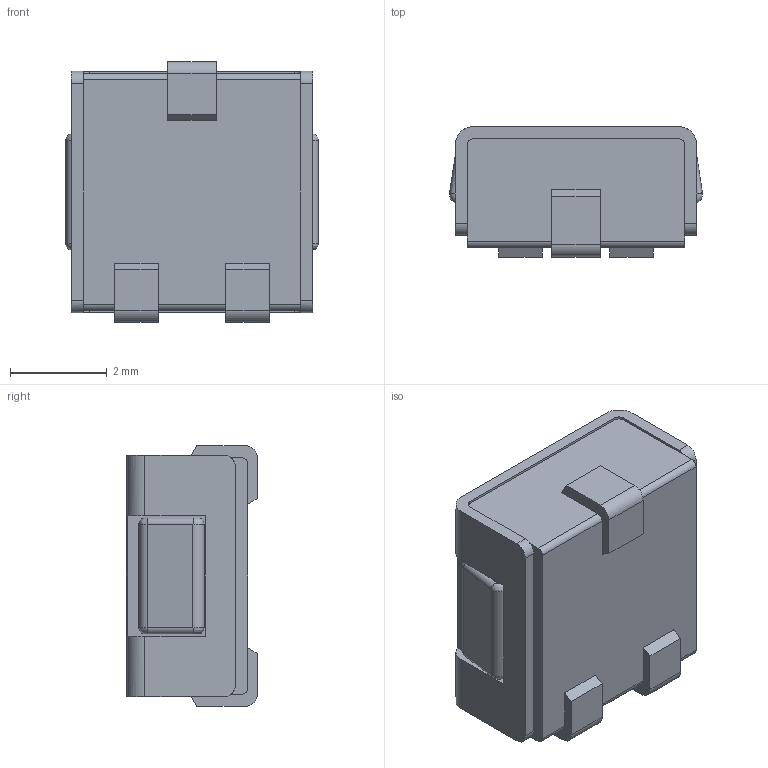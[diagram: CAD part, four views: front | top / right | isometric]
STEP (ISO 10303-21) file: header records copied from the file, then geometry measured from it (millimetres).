
FILE_DESCRIPTION(/* description */ (''),/* implementation_level */ '2;1');
FILE_NAME(/* name */ 'TS53YJ103MR10.stp',/* time_stamp */ '2020-01-20T00:05:32-05:00',/* author */ ('Ishaan'),/* organization */ (''),/* preprocessor_version */ 'ST-DEVELOPER v18',/* originating_system */ 'Autodesk Inventor 2020',/* authorisation */ '');
FILE_SCHEMA (('AUTOMOTIVE_DESIGN { 1 0 10303 214 3 1 1 }'));
Length unit declared in the file: millimetre
Products named in the file (1): TS53YJ103MR10
Bounding box: 5.24 x 2.7 x 5.4 mm (x, y, z)
Volume: 60.1 mm3; surface area: 112.4 mm2
Topology: 1 solids, 1 shells, 123 faces, 329 edges, 216 vertices
Faces by surface type: plane 72, cylinder 43, bspline 8
Full cylindrical faces by diameter (mm): 0.5 x4, 3 x1
Entity records: 4018 total; most frequent: CARTESIAN_POINT 757, DIRECTION 681, ORIENTED_EDGE 658, EDGE_CURVE 329, AXIS2_PLACEMENT_3D 236, VERTEX_POINT 216, LINE 209, VECTOR 209
